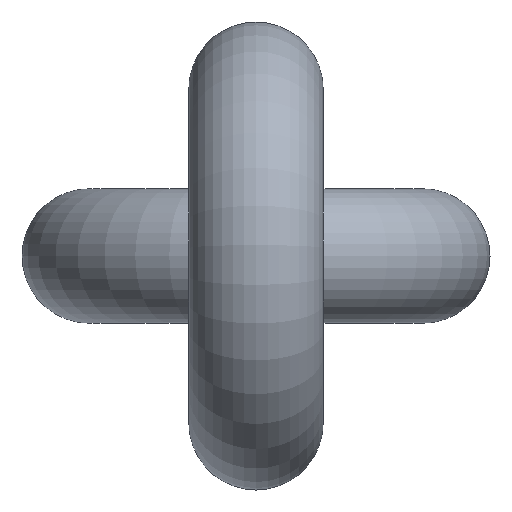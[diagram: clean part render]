
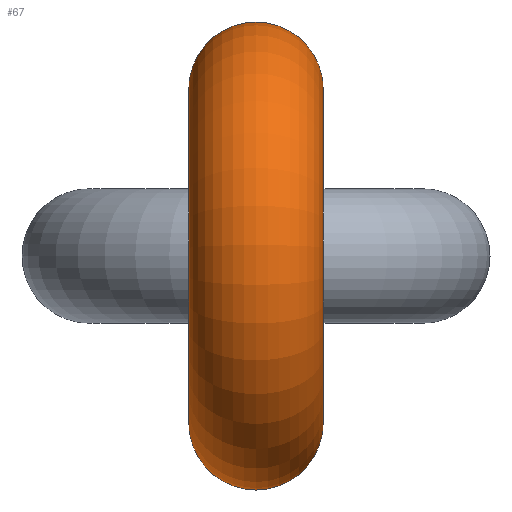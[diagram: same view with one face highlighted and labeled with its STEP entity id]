
A CAD part, left-side view. The second image highlights one B-rep face of the part: STEP entity #67.
In plain terms, the highlighted toroidal (fillet/blend) face has major radius 32.25 mm and minor radius 13 mm.
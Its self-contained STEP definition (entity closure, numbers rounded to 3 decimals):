
#56=TOROIDAL_SURFACE('',#205,32.25,13.);
#67=ADVANCED_FACE('',(#94,#95),#56,.T.);
#94=FACE_BOUND('',#118,.T.);
#95=FACE_BOUND('',#119,.T.);
#118=EDGE_LOOP('',(#142));
#119=EDGE_LOOP('',(#143));
#142=ORIENTED_EDGE('',*,*,#170,.T.);
#143=ORIENTED_EDGE('',*,*,#168,.F.);
#156=VERTEX_POINT('',#285);
#158=VERTEX_POINT('',#290);
#168=EDGE_CURVE('',#156,#156,#180,.T.);
#170=EDGE_CURVE('',#158,#158,#182,.T.);
#180=CIRCLE('',#201,13.);
#182=CIRCLE('',#204,13.);
#201=AXIS2_PLACEMENT_3D('',#284,#243,#244);
#204=AXIS2_PLACEMENT_3D('',#289,#249,#250);
#205=AXIS2_PLACEMENT_3D('',#291,#251,#252);
#243=DIRECTION('',(1.,0.,0.));
#244=DIRECTION('',(0.,0.,-1.));
#249=DIRECTION('',(-1.,0.,0.));
#250=DIRECTION('',(0.,0.,1.));
#251=DIRECTION('',(0.,-1.,0.));
#252=DIRECTION('',(0.,0.,-1.));
#284=CARTESIAN_POINT('',(-97.75,0.,-32.25));
#285=CARTESIAN_POINT('',(-97.75,0.,-45.25));
#289=CARTESIAN_POINT('',(-97.75,0.,32.25));
#290=CARTESIAN_POINT('',(-97.75,0.,45.25));
#291=CARTESIAN_POINT('',(-97.75,0.,0.));
